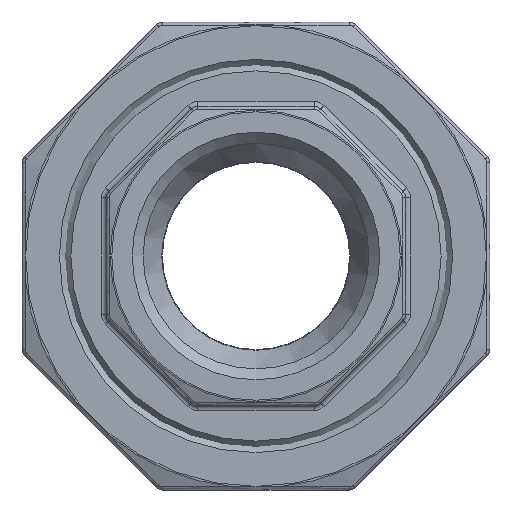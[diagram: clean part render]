
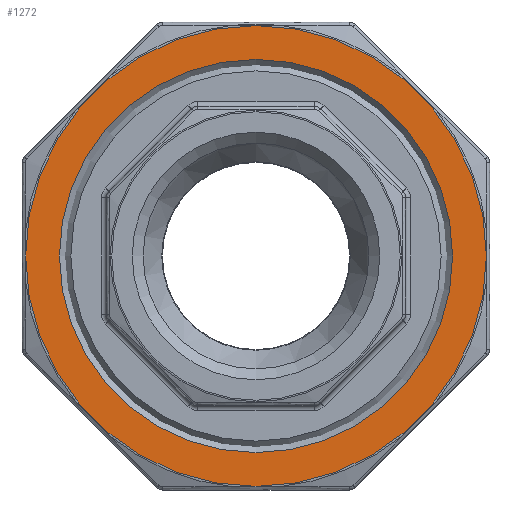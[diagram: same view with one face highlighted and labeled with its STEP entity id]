
A CAD part, left-side view. The second image highlights one B-rep face of the part: STEP entity #1272.
In plain terms, the highlighted planar face has unit normal (-1, 0, 0).
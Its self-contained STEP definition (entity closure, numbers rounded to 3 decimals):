
#285 = DIRECTION ( 'NONE',  ( -1., 0., 0. ) ) ;
#767 = AXIS2_PLACEMENT_3D ( 'NONE', #19881, #285, #5263 ) ;
#1272 = ADVANCED_FACE ( 'NONE', ( #13648, #3570 ), #12033, .T. ) ;
#2724 = CIRCLE ( 'NONE', #19965, 21. ) ;
#3570 = FACE_BOUND ( 'NONE', #19374, .T. ) ;
#4077 = CARTESIAN_POINT ( 'NONE',  ( -9.5, 0., 24.612 ) ) ;
#4729 = VERTEX_POINT ( 'NONE', #9190 ) ;
#5263 = DIRECTION ( 'NONE',  ( 0., 0., 1. ) ) ;
#5794 = EDGE_CURVE ( 'NONE', #4729, #4729, #2724, .T. ) ;
#6235 = ORIENTED_EDGE ( 'NONE', *, *, #5794, .T. ) ;
#6469 = ORIENTED_EDGE ( 'NONE', *, *, #20791, .T. ) ;
#8557 = CARTESIAN_POINT ( 'NONE',  ( -9.5, 0., 0. ) ) ;
#9190 = CARTESIAN_POINT ( 'NONE',  ( -9.5, 0., -21. ) ) ;
#11453 = DIRECTION ( 'NONE',  ( -1., 0., 0. ) ) ;
#12033 = PLANE ( 'NONE',  #767 ) ;
#13013 = CIRCLE ( 'NONE', #14723, 24.612 ) ;
#13341 = DIRECTION ( 'NONE',  ( 0., 0., -1. ) ) ;
#13648 = FACE_OUTER_BOUND ( 'NONE', #17622, .T. ) ;
#14611 = DIRECTION ( 'NONE',  ( 0., 0., 1. ) ) ;
#14723 = AXIS2_PLACEMENT_3D ( 'NONE', #8557, #11453, #14611 ) ;
#16958 = CARTESIAN_POINT ( 'NONE',  ( -9.5, 0., 0. ) ) ;
#17622 = EDGE_LOOP ( 'NONE', ( #6469 ) ) ;
#17884 = VERTEX_POINT ( 'NONE', #4077 ) ;
#18527 = DIRECTION ( 'NONE',  ( 1., 0., 0. ) ) ;
#19374 = EDGE_LOOP ( 'NONE', ( #6235 ) ) ;
#19881 = CARTESIAN_POINT ( 'NONE',  ( -9.5, 34.92, 0. ) ) ;
#19965 = AXIS2_PLACEMENT_3D ( 'NONE', #16958, #18527, #13341 ) ;
#20791 = EDGE_CURVE ( 'NONE', #17884, #17884, #13013, .T. ) ;
